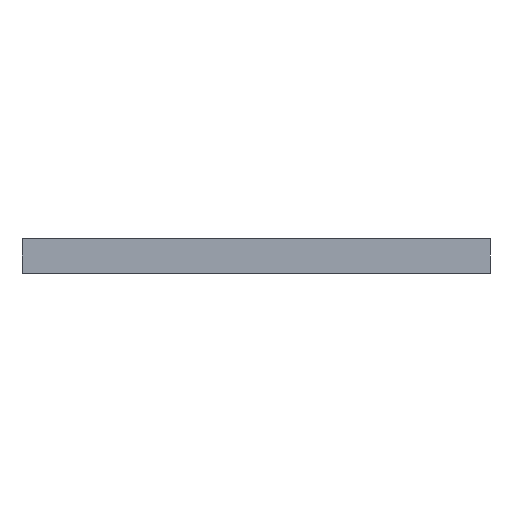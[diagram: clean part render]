
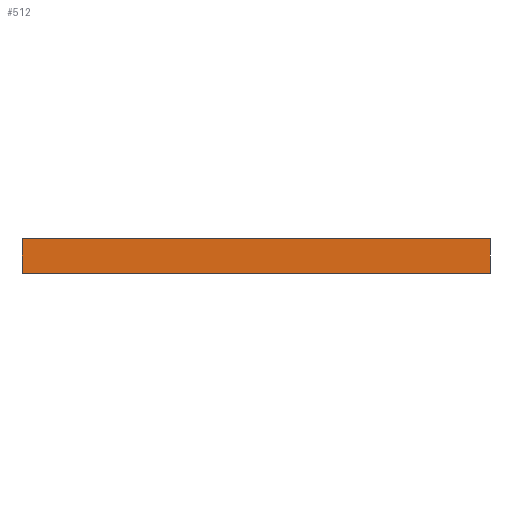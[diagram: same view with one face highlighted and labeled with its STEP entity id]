
A CAD part, front view. The second image highlights one B-rep face of the part: STEP entity #512.
In plain terms, the highlighted planar face has unit normal (0, -1, 0).
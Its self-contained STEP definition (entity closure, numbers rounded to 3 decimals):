
#17 = EDGE_CURVE ( 'NONE', #561, #470, #899, .T. ) ;
#83 = VERTEX_POINT ( 'NONE', #1449 ) ;
#85 = DIRECTION ( 'NONE',  ( 0., 0., 1. ) ) ;
#154 = EDGE_LOOP ( 'NONE', ( #1695, #1728, #1367, #1244 ) ) ;
#208 = LINE ( 'NONE', #1042, #1724 ) ;
#381 = LINE ( 'NONE', #1442, #1866 ) ;
#414 = FACE_OUTER_BOUND ( 'NONE', #154, .T. ) ;
#417 = EDGE_CURVE ( 'NONE', #470, #1626, #208, .T. ) ;
#470 = VERTEX_POINT ( 'NONE', #1966 ) ;
#492 = VECTOR ( 'NONE', #667, 1000. ) ;
#512 = ADVANCED_FACE ( 'NONE', ( #414 ), #1069, .F. ) ;
#561 = VERTEX_POINT ( 'NONE', #1081 ) ;
#583 = DIRECTION ( 'NONE',  ( 1., 0., 0. ) ) ;
#667 = DIRECTION ( 'NONE',  ( 0., 0., 1. ) ) ;
#899 = LINE ( 'NONE', #1730, #492 ) ;
#902 = CARTESIAN_POINT ( 'NONE',  ( 130., 0., 10. ) ) ;
#1042 = CARTESIAN_POINT ( 'NONE',  ( 0., 0., 10. ) ) ;
#1069 = PLANE ( 'NONE',  #1526 ) ;
#1081 = CARTESIAN_POINT ( 'NONE',  ( -5., 0., 0. ) ) ;
#1116 = CARTESIAN_POINT ( 'NONE',  ( 0., 0., 0. ) ) ;
#1187 = LINE ( 'NONE', #1116, #1962 ) ;
#1225 = DIRECTION ( 'NONE',  ( 0., 0., 1. ) ) ;
#1244 = ORIENTED_EDGE ( 'NONE', *, *, #17, .F. ) ;
#1299 = EDGE_CURVE ( 'NONE', #561, #83, #1187, .T. ) ;
#1341 = EDGE_CURVE ( 'NONE', #83, #1626, #381, .T. ) ;
#1367 = ORIENTED_EDGE ( 'NONE', *, *, #417, .F. ) ;
#1370 = DIRECTION ( 'NONE',  ( 0., 1., 0. ) ) ;
#1442 = CARTESIAN_POINT ( 'NONE',  ( 130., 0., 0. ) ) ;
#1449 = CARTESIAN_POINT ( 'NONE',  ( 130., 0., 0. ) ) ;
#1526 = AXIS2_PLACEMENT_3D ( 'NONE', #1978, #1370, #1225 ) ;
#1571 = DIRECTION ( 'NONE',  ( 1., 0., 0. ) ) ;
#1626 = VERTEX_POINT ( 'NONE', #902 ) ;
#1695 = ORIENTED_EDGE ( 'NONE', *, *, #1299, .T. ) ;
#1724 = VECTOR ( 'NONE', #583, 1000. ) ;
#1728 = ORIENTED_EDGE ( 'NONE', *, *, #1341, .T. ) ;
#1730 = CARTESIAN_POINT ( 'NONE',  ( -5., 0., 0. ) ) ;
#1866 = VECTOR ( 'NONE', #85, 1000. ) ;
#1962 = VECTOR ( 'NONE', #1571, 1000. ) ;
#1966 = CARTESIAN_POINT ( 'NONE',  ( -5., 0., 10. ) ) ;
#1978 = CARTESIAN_POINT ( 'NONE',  ( 0., 0., 10. ) ) ;
